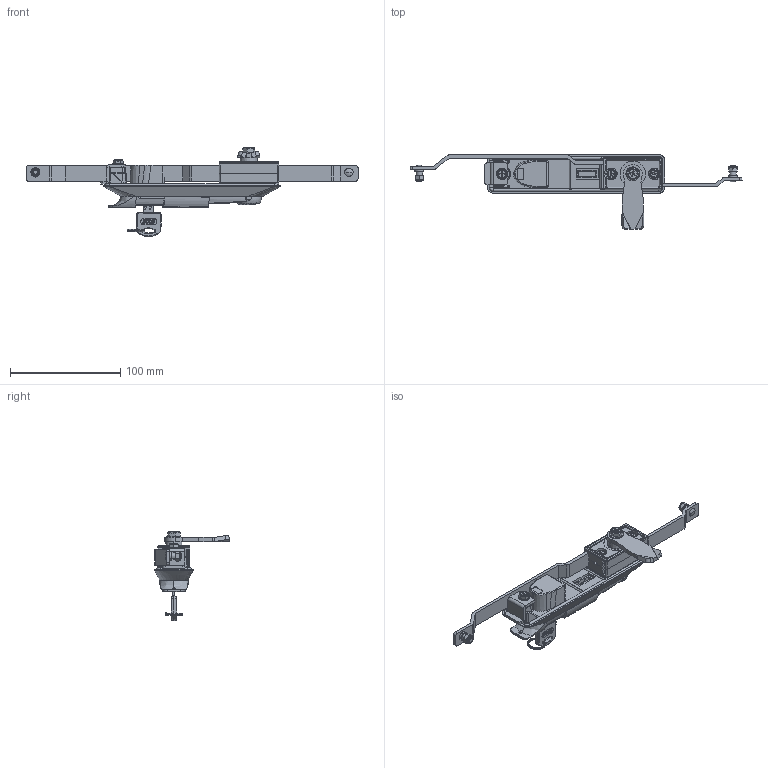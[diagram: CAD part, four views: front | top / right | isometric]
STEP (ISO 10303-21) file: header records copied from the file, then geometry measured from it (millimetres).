
FILE_DESCRIPTION (( 'STEP AP203' ), '1' );
FILE_NAME ('KI32.2.01.60.STEP', '2022-08-25T08:52:12', ( '' ), ( '' ), 'SwSTEP 2.0', 'SolidWorks 2021', '' );
FILE_SCHEMA (( 'CONFIG_CONTROL_DESIGN' ));
Products named in the file (1): KI32.2.01.60
Bounding box: 301 x 67.81 x 80.8 mm (x, y, z)
Surface area: 52046.7 mm2 (no closed solid volume)
Topology: 0 solids, 40 shells, 843 faces, 2869 edges, 2006 vertices
Faces by surface type: plane 373, bspline 183, cylinder 166, cone 75, torus 38, sphere 8
Entity records: 41558 total; most frequent: CARTESIAN_POINT 19427, ORIENTED_EDGE 4682, DIRECTION 3747, EDGE_CURVE 2865, VERTEX_POINT 2004, VECTOR 1311, LINE 1311, AXIS2_PLACEMENT_3D 1218
